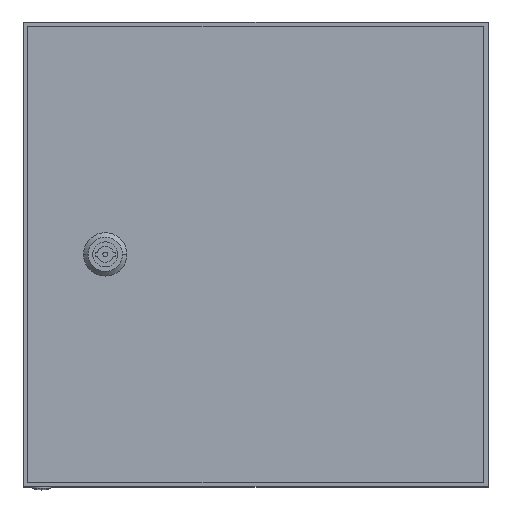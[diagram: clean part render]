
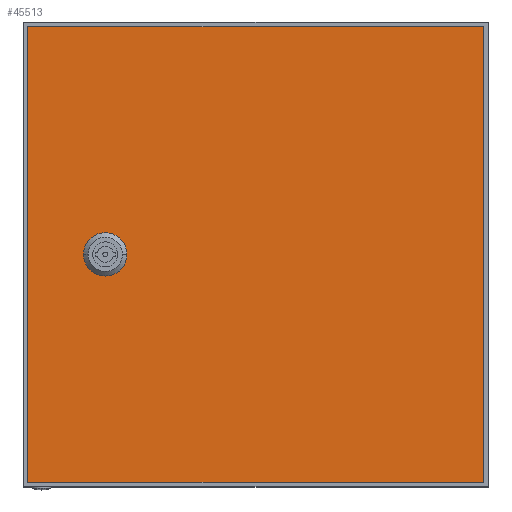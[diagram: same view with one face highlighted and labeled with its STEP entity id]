
A CAD part, top view. The second image highlights one B-rep face of the part: STEP entity #45513.
In plain terms, the highlighted planar face has unit normal (0, 0, 1).
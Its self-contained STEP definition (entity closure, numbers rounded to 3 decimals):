
#627 = CARTESIAN_POINT ( 'NONE',  ( 2.72, 297., 16.85 ) ) ;
#850 = DIRECTION ( 'NONE',  ( 0., 1., 0. ) ) ;
#1088 = CARTESIAN_POINT ( 'NONE',  ( 296.72, 297., 16.85 ) ) ;
#1319 = DIRECTION ( 'NONE',  ( -1., 0., 0. ) ) ;
#3716 = ORIENTED_EDGE ( 'NONE', *, *, #9953, .T. ) ;
#4983 = DIRECTION ( 'NONE',  ( -1., 0., 0. ) ) ;
#5122 = VECTOR ( 'NONE', #8745, 1000. ) ;
#5924 = EDGE_LOOP ( 'NONE', ( #40481, #34478, #6395, #3716 ) ) ;
#6395 = ORIENTED_EDGE ( 'NONE', *, *, #42161, .T. ) ;
#7574 = EDGE_CURVE ( 'NONE', #46152, #17783, #11642, .T. ) ;
#8373 = PLANE ( 'NONE',  #18349 ) ;
#8649 = CARTESIAN_POINT ( 'NONE',  ( 296.72, 3., 16.85 ) ) ;
#8714 = CIRCLE ( 'NONE', #36207, 14. ) ;
#8745 = DIRECTION ( 'NONE',  ( 0., -1., 0. ) ) ;
#9488 = CARTESIAN_POINT ( 'NONE',  ( 38.72, 150., 16.85 ) ) ;
#9953 = EDGE_CURVE ( 'NONE', #30926, #46152, #13155, .T. ) ;
#10314 = VERTEX_POINT ( 'NONE', #9488 ) ;
#11642 = LINE ( 'NONE', #627, #5122 ) ;
#11720 = CARTESIAN_POINT ( 'NONE',  ( 2.72, 297., 16.85 ) ) ;
#13155 = LINE ( 'NONE', #19344, #14555 ) ;
#14555 = VECTOR ( 'NONE', #4983, 1000. ) ;
#14756 = CARTESIAN_POINT ( 'NONE',  ( 52.72, 150., 16.85 ) ) ;
#14984 = DIRECTION ( 'NONE',  ( -1., 0., 0. ) ) ;
#15563 = DIRECTION ( 'NONE',  ( 0., 0., 1. ) ) ;
#17783 = VERTEX_POINT ( 'NONE', #45823 ) ;
#18349 = AXIS2_PLACEMENT_3D ( 'NONE', #33195, #15563, #19596 ) ;
#19344 = CARTESIAN_POINT ( 'NONE',  ( 2.72, 297., 16.85 ) ) ;
#19478 = DIRECTION ( 'NONE',  ( 0., 0., -1. ) ) ;
#19596 = DIRECTION ( 'NONE',  ( 1., 0., 0. ) ) ;
#20136 = EDGE_CURVE ( 'NONE', #17783, #37544, #21721, .T. ) ;
#21721 = LINE ( 'NONE', #46617, #25328 ) ;
#21749 = EDGE_LOOP ( 'NONE', ( #25903, #23839 ) ) ;
#23839 = ORIENTED_EDGE ( 'NONE', *, *, #34736, .T. ) ;
#25078 = DIRECTION ( 'NONE',  ( 1., 0., 0. ) ) ;
#25313 = CARTESIAN_POINT ( 'NONE',  ( 296.72, 297., 16.85 ) ) ;
#25328 = VECTOR ( 'NONE', #25078, 1000. ) ;
#25903 = ORIENTED_EDGE ( 'NONE', *, *, #39660, .T. ) ;
#26760 = FACE_BOUND ( 'NONE', #21749, .T. ) ;
#27195 = CIRCLE ( 'NONE', #33280, 14. ) ;
#30801 = CARTESIAN_POINT ( 'NONE',  ( 66.72, 150., 16.85 ) ) ;
#30926 = VERTEX_POINT ( 'NONE', #25313 ) ;
#33195 = CARTESIAN_POINT ( 'NONE',  ( 0., 0., 16.85 ) ) ;
#33280 = AXIS2_PLACEMENT_3D ( 'NONE', #45548, #19478, #1319 ) ;
#33560 = LINE ( 'NONE', #1088, #35535 ) ;
#33677 = FACE_OUTER_BOUND ( 'NONE', #5924, .T. ) ;
#34478 = ORIENTED_EDGE ( 'NONE', *, *, #20136, .T. ) ;
#34736 = EDGE_CURVE ( 'NONE', #36155, #10314, #27195, .T. ) ;
#35535 = VECTOR ( 'NONE', #850, 1000. ) ;
#36155 = VERTEX_POINT ( 'NONE', #30801 ) ;
#36207 = AXIS2_PLACEMENT_3D ( 'NONE', #14756, #43891, #14984 ) ;
#37544 = VERTEX_POINT ( 'NONE', #8649 ) ;
#39660 = EDGE_CURVE ( 'NONE', #10314, #36155, #8714, .T. ) ;
#40481 = ORIENTED_EDGE ( 'NONE', *, *, #7574, .T. ) ;
#42161 = EDGE_CURVE ( 'NONE', #37544, #30926, #33560, .T. ) ;
#43891 = DIRECTION ( 'NONE',  ( 0., 0., -1. ) ) ;
#45513 = ADVANCED_FACE ( 'NONE', ( #26760, #33677 ), #8373, .T. ) ;
#45548 = CARTESIAN_POINT ( 'NONE',  ( 52.72, 150., 16.85 ) ) ;
#45823 = CARTESIAN_POINT ( 'NONE',  ( 2.72, 3., 16.85 ) ) ;
#46152 = VERTEX_POINT ( 'NONE', #11720 ) ;
#46617 = CARTESIAN_POINT ( 'NONE',  ( 2.72, 3., 16.85 ) ) ;
